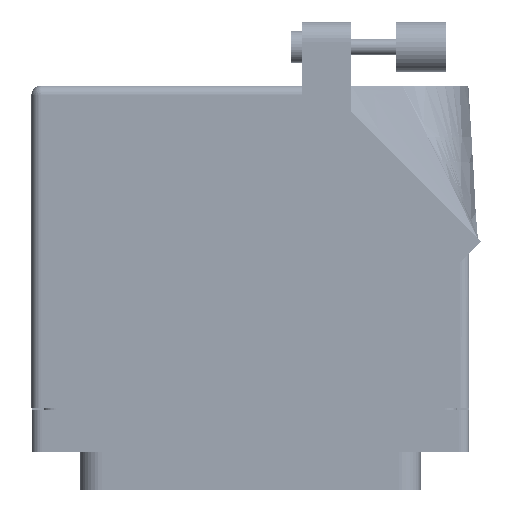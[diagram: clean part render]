
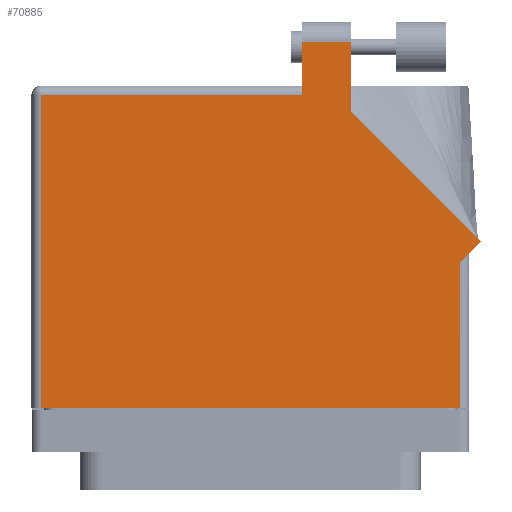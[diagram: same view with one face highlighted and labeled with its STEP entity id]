
A CAD part, front view. The second image highlights one B-rep face of the part: STEP entity #70885.
In plain terms, the highlighted face is planar.
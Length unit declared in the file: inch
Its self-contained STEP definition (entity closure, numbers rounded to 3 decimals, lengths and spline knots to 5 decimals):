
#200 = DIRECTION ( 'NONE',  ( 0., -1., 0. ) ) ;
#988 = LINE ( 'NONE', #72396, #7421 ) ;
#1271 = VECTOR ( 'NONE', #66329, 39.37008 ) ;
#1493 = VERTEX_POINT ( 'NONE', #43034 ) ;
#2771 = DIRECTION ( 'NONE',  ( -1., 0., 0. ) ) ;
#3529 = ORIENTED_EDGE ( 'NONE', *, *, #86075, .T. ) ;
#4845 = VECTOR ( 'NONE', #48851, 39.37008 ) ;
#5083 = DIRECTION ( 'NONE',  ( 0., 1., 0. ) ) ;
#5588 = ORIENTED_EDGE ( 'NONE', *, *, #57602, .T. ) ;
#6468 = VERTEX_POINT ( 'NONE', #58216 ) ;
#6773 = ORIENTED_EDGE ( 'NONE', *, *, #68232, .T. ) ;
#7421 = VECTOR ( 'NONE', #86587, 39.37008 ) ;
#10116 = EDGE_CURVE ( 'NONE', #87602, #54687, #70770, .T. ) ;
#11075 = EDGE_CURVE ( 'NONE', #1493, #58177, #36080, .T. ) ;
#14201 = EDGE_CURVE ( 'NONE', #54687, #42211, #44251, .T. ) ;
#15821 = VERTEX_POINT ( 'NONE', #73659 ) ;
#16501 = DIRECTION ( 'NONE',  ( 0.707, 0.707, 0. ) ) ;
#17326 = LINE ( 'NONE', #35351, #79925 ) ;
#21283 = CARTESIAN_POINT ( 'NONE',  ( 1.44821, 0.95071, 0.765 ) ) ;
#25049 = ORIENTED_EDGE ( 'NONE', *, *, #11075, .T. ) ;
#26381 = CARTESIAN_POINT ( 'NONE',  ( 1.3155, 0.818, 0.765 ) ) ;
#33588 = CARTESIAN_POINT ( 'NONE',  ( 0.3275, 1.93, 0.765 ) ) ;
#35351 = CARTESIAN_POINT ( 'NONE',  ( -1.3155, -0.1, 0.765 ) ) ;
#36080 = LINE ( 'NONE', #41621, #4845 ) ;
#37141 = VECTOR ( 'NONE', #2771, 39.37008 ) ;
#38530 = EDGE_LOOP ( 'NONE', ( #3529, #25049, #80372, #5588, #41780, #6773, #40528, #83525, #86784 ) ) ;
#38751 = CARTESIAN_POINT ( 'NONE',  ( 0.3275, 1.868, 0.765 ) ) ;
#39864 = EDGE_CURVE ( 'NONE', #6468, #81808, #17326, .T. ) ;
#40528 = ORIENTED_EDGE ( 'NONE', *, *, #80049, .T. ) ;
#40984 = EDGE_CURVE ( 'NONE', #58177, #67733, #85116, .T. ) ;
#41621 = CARTESIAN_POINT ( 'NONE',  ( 0.3275, 2.205, 0.765 ) ) ;
#41780 = ORIENTED_EDGE ( 'NONE', *, *, #39864, .T. ) ;
#42211 = VERTEX_POINT ( 'NONE', #61986 ) ;
#43034 = CARTESIAN_POINT ( 'NONE',  ( 0.6345, 2.205, 0.765 ) ) ;
#43544 = CARTESIAN_POINT ( 'NONE',  ( 0.3275, 2.205, 0.765 ) ) ;
#44251 = LINE ( 'NONE', #21283, #1271 ) ;
#44834 = CARTESIAN_POINT ( 'NONE',  ( -1.3775, 1.868, 0.765 ) ) ;
#46665 = CARTESIAN_POINT ( 'NONE',  ( -1.3775, 1.93, 0.765 ) ) ;
#47214 = LINE ( 'NONE', #74074, #51470 ) ;
#47243 = DIRECTION ( 'NONE',  ( -1., 0., 0. ) ) ;
#47586 = AXIS2_PLACEMENT_3D ( 'NONE', #46665, #81446, #47243 ) ;
#48851 = DIRECTION ( 'NONE',  ( -1., 0., 0. ) ) ;
#48954 = LINE ( 'NONE', #44834, #37141 ) ;
#51470 = VECTOR ( 'NONE', #5083, 39.37008 ) ;
#51509 = CARTESIAN_POINT ( 'NONE',  ( 1.44821, 0.95071, 0.765 ) ) ;
#54687 = VERTEX_POINT ( 'NONE', #51509 ) ;
#54834 = VECTOR ( 'NONE', #74012, 39.37008 ) ;
#55623 = LINE ( 'NONE', #86022, #79397 ) ;
#56719 = VECTOR ( 'NONE', #16501, 39.37008 ) ;
#57602 = EDGE_CURVE ( 'NONE', #67733, #6468, #48954, .T. ) ;
#58177 = VERTEX_POINT ( 'NONE', #43544 ) ;
#58216 = CARTESIAN_POINT ( 'NONE',  ( -1.3155, 1.868, 0.765 ) ) ;
#61146 = PLANE ( 'NONE',  #47586 ) ;
#61986 = CARTESIAN_POINT ( 'NONE',  ( 0.6345, 1.76442, 0.765 ) ) ;
#64415 = CARTESIAN_POINT ( 'NONE',  ( 1.3775, 0.88, 0.765 ) ) ;
#66329 = DIRECTION ( 'NONE',  ( -0.707, 0.707, 0. ) ) ;
#67733 = VERTEX_POINT ( 'NONE', #38751 ) ;
#68232 = EDGE_CURVE ( 'NONE', #81808, #15821, #55623, .T. ) ;
#70770 = LINE ( 'NONE', #64415, #56719 ) ;
#70885 = ADVANCED_FACE ( 'NONE', ( #81157 ), #61146, .F. ) ;
#71553 = DIRECTION ( 'NONE',  ( 1., 0., 0. ) ) ;
#72396 = CARTESIAN_POINT ( 'NONE',  ( 1.3155, 0.88, 0.765 ) ) ;
#73659 = CARTESIAN_POINT ( 'NONE',  ( 1.3155, -0.1, 0.765 ) ) ;
#74012 = DIRECTION ( 'NONE',  ( 0., -1., 0. ) ) ;
#74074 = CARTESIAN_POINT ( 'NONE',  ( 0.6345, 1.76442, 0.765 ) ) ;
#79397 = VECTOR ( 'NONE', #71553, 39.37008 ) ;
#79925 = VECTOR ( 'NONE', #200, 39.37008 ) ;
#80049 = EDGE_CURVE ( 'NONE', #15821, #87602, #988, .T. ) ;
#80372 = ORIENTED_EDGE ( 'NONE', *, *, #40984, .T. ) ;
#81157 = FACE_OUTER_BOUND ( 'NONE', #38530, .T. ) ;
#81446 = DIRECTION ( 'NONE',  ( 0., 0., -1. ) ) ;
#81808 = VERTEX_POINT ( 'NONE', #88648 ) ;
#83525 = ORIENTED_EDGE ( 'NONE', *, *, #10116, .T. ) ;
#85116 = LINE ( 'NONE', #33588, #54834 ) ;
#86022 = CARTESIAN_POINT ( 'NONE',  ( -1.3775, -0.1, 0.765 ) ) ;
#86075 = EDGE_CURVE ( 'NONE', #42211, #1493, #47214, .T. ) ;
#86587 = DIRECTION ( 'NONE',  ( 0., 1., 0. ) ) ;
#86784 = ORIENTED_EDGE ( 'NONE', *, *, #14201, .T. ) ;
#87602 = VERTEX_POINT ( 'NONE', #26381 ) ;
#88648 = CARTESIAN_POINT ( 'NONE',  ( -1.3155, -0.1, 0.765 ) ) ;
